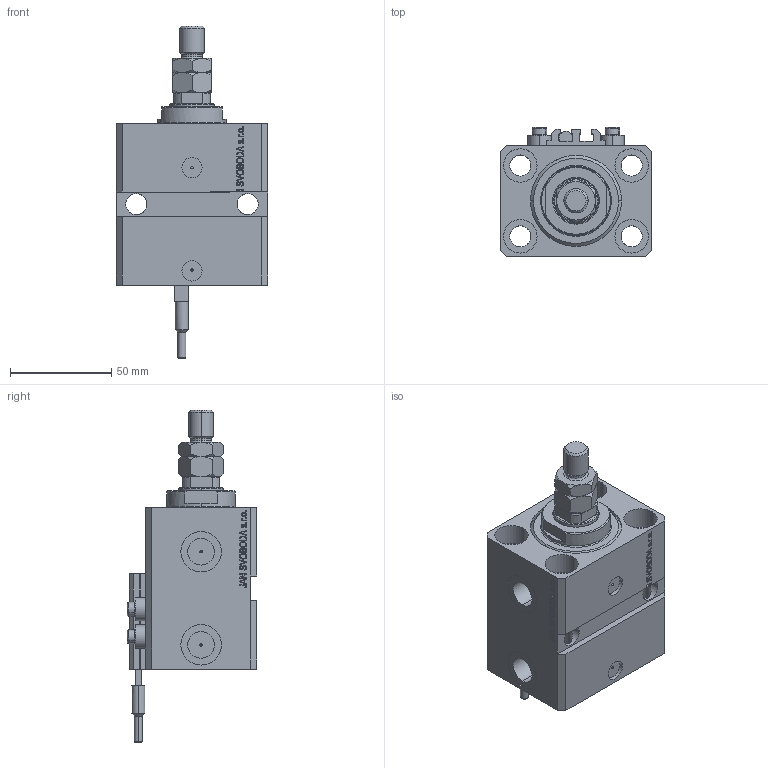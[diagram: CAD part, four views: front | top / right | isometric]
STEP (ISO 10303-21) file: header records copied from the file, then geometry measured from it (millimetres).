
FILE_DESCRIPTION (( 'STEP AP203' ), '1' );
FILE_NAME ('ef54.STEP', '2024-10-18T10:16:38', ( '' ), ( '' ), 'SwSTEP 2.0', 'SolidWorks 2019', '' );
FILE_SCHEMA (( 'CONFIG_CONTROL_DESIGN' ));
Length unit declared in the file: millimetre
Products named in the file (7): ALLEN BOLT V250CE 981d311a2ed46a32f8c643f7f6d4758a; ef54; V250CE_C_VCP 981d311a2ed46a32f8c643f7f6d4758a; MTA 981d311a2ed46a32f8c643f7f6d4758a; SWITCH_V250CE 981d311a2ed46a32f8c643f7f6d4758a; V250CE_VC_E 981d311a2ed46a32f8c643f7f6d4758a; V250CE_E_Body 981d311a2ed46a32f8c643f7f6d4758a
Assembly tree (9 placements, depth 2):
  ef54
    V250CE_E_Body 981d311a2ed46a32f8c643f7f6d4758a
    ALLEN BOLT V250CE 981d311a2ed46a32f8c643f7f6d4758a  x4
    V250CE_C_VCP 981d311a2ed46a32f8c643f7f6d4758a
    V250CE_VC_E 981d311a2ed46a32f8c643f7f6d4758a
    MTA 981d311a2ed46a32f8c643f7f6d4758a
    SWITCH_V250CE 981d311a2ed46a32f8c643f7f6d4758a
Bounding box: 75 x 64 x 164 mm (x, y, z)
Volume: 292655.8 mm3; surface area: 78155.8 mm2
Topology: 10 solids, 10 shells, 1139 faces, 2816 edges, 1811 vertices
Faces by surface type: plane 545, bspline 354, cylinder 136, cone 86, torus 18
Entity records: 49184 total; most frequent: CARTESIAN_POINT 25333, ORIENTED_EDGE 5322, DIRECTION 3589, EDGE_CURVE 2661, VERTEX_POINT 1727, VECTOR 1571, LINE 1571, EDGE_LOOP 1196
